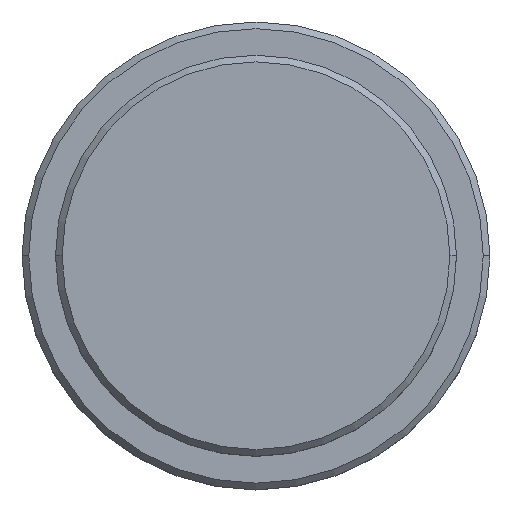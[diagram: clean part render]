
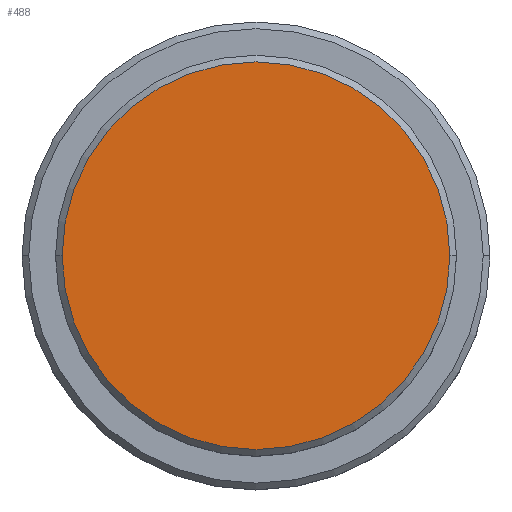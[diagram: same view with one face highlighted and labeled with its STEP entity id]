
A CAD part, top view. The second image highlights one B-rep face of the part: STEP entity #488.
In plain terms, the highlighted planar face has unit normal (0, 0, 1).
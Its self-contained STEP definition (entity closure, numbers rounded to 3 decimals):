
#147 = VERTEX_POINT ( 'NONE', #1147 ) ;
#250 = DIRECTION ( 'NONE',  ( 1., 0., 0. ) ) ;
#338 = DIRECTION ( 'NONE',  ( 1., 0., 0. ) ) ;
#352 = EDGE_CURVE ( 'NONE', #950, #147, #1195, .T. ) ;
#361 = PLANE ( 'NONE',  #849 ) ;
#467 = DIRECTION ( 'NONE',  ( 0., 0., 1. ) ) ;
#488 = ADVANCED_FACE ( 'NONE', ( #1341 ), #361, .T. ) ;
#600 = ORIENTED_EDGE ( 'NONE', *, *, #863, .T. ) ;
#705 = AXIS2_PLACEMENT_3D ( 'NONE', #886, #866, #778 ) ;
#776 = AXIS2_PLACEMENT_3D ( 'NONE', #1201, #467, #338 ) ;
#778 = DIRECTION ( 'NONE',  ( 1., 0., 0. ) ) ;
#781 = CARTESIAN_POINT ( 'NONE',  ( 0., 0., 0. ) ) ;
#849 = AXIS2_PLACEMENT_3D ( 'NONE', #781, #1223, #250 ) ;
#863 = EDGE_CURVE ( 'NONE', #147, #950, #1142, .T. ) ;
#866 = DIRECTION ( 'NONE',  ( 0., 0., 1. ) ) ;
#886 = CARTESIAN_POINT ( 'NONE',  ( 0., 0., 0. ) ) ;
#928 = CARTESIAN_POINT ( 'NONE',  ( -14.5, 0., 0. ) ) ;
#950 = VERTEX_POINT ( 'NONE', #928 ) ;
#1079 = EDGE_LOOP ( 'NONE', ( #1193, #600 ) ) ;
#1142 = CIRCLE ( 'NONE', #705, 14.5 ) ;
#1147 = CARTESIAN_POINT ( 'NONE',  ( 14.5, 0., 0. ) ) ;
#1193 = ORIENTED_EDGE ( 'NONE', *, *, #352, .T. ) ;
#1195 = CIRCLE ( 'NONE', #776, 14.5 ) ;
#1201 = CARTESIAN_POINT ( 'NONE',  ( 0., 0., 0. ) ) ;
#1223 = DIRECTION ( 'NONE',  ( 0., 0., 1. ) ) ;
#1341 = FACE_OUTER_BOUND ( 'NONE', #1079, .T. ) ;
